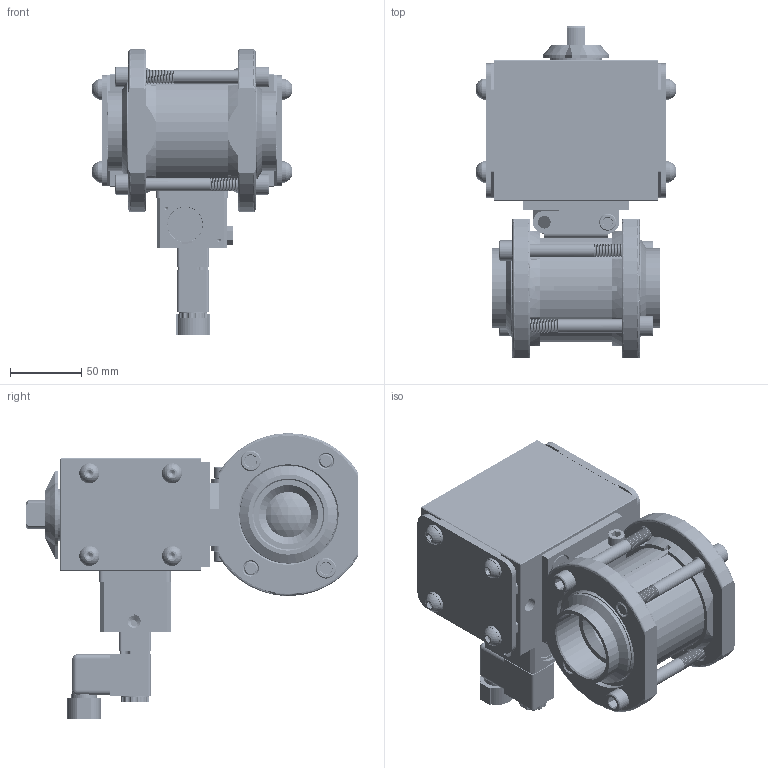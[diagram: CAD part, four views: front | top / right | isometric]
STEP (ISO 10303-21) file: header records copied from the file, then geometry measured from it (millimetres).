
FILE_DESCRIPTION (( 'STEP AP203' ), '1' );
FILE_NAME ('22XXSWSA522DGPDC.step', '2018-03-15T17:30:51', ( '' ), ( '' ), 'SwSTEP 2.0', 'SolidWorks 2017', '' );
FILE_SCHEMA (( 'CONFIG_CONTROL_DESIGN' ));
Products named in the file (1): 22XXSWSA522DGPDC
Bounding box: 139.51 x 232.59 x 200.08 mm (x, y, z)
Volume: 1160716.2 mm3; surface area: 374110.3 mm2
Topology: 59 solids, 59 shells, 3428 faces, 8802 edges, 5520 vertices
Faces by surface type: cylinder 1602, plane 819, cone 708, bspline 148, torus 129, sphere 22
Entity records: 172488 total; most frequent: CARTESIAN_POINT 92931, ORIENTED_EDGE 17380, DIRECTION 16200, EDGE_CURVE 8690, AXIS2_PLACEMENT_3D 6256, VERTEX_POINT 5518, EDGE_LOOP 3744, LINE 3688
